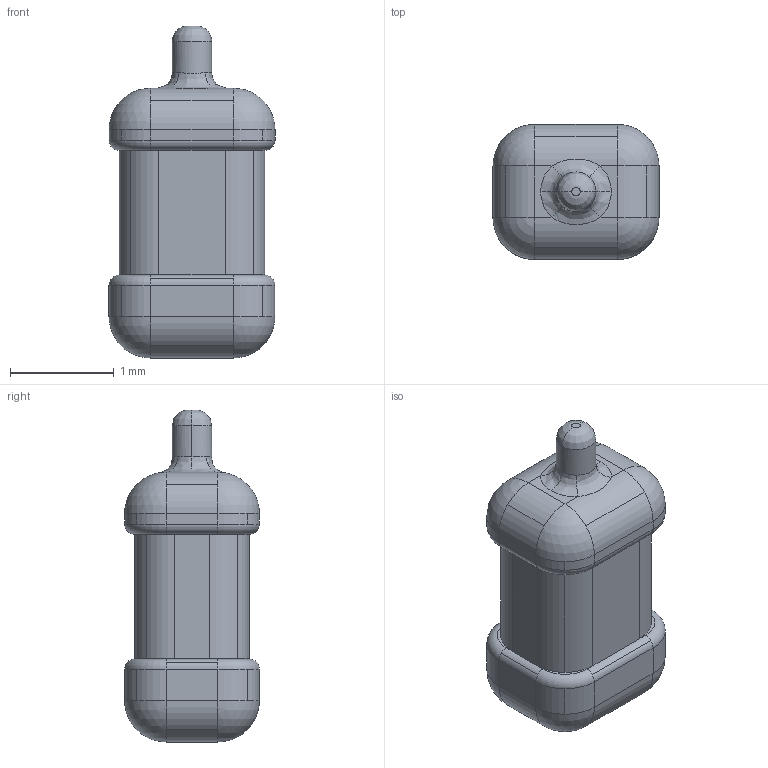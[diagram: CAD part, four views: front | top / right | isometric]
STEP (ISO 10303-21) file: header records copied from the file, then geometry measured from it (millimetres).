
FILE_DESCRIPTION((''),'2;1');
FILE_NAME('595D_S-case.stp','2018-02-26T13:43:01',(''),(''),'AutoCAD STEP 2000i','AutoCAD 2000i',', , ');
FILE_SCHEMA(('CONFIG_CONTROL_DESIGN'));
Length unit declared in the file: millimetre
Products named in the file (2): 595D_S-CASE; MODEL
Assembly tree (1 placements, depth 2):
  595D_S-CASE
    MODEL
Bounding box: 1.6 x 1.3 x 3.2 mm (x, y, z)
Volume: 4.2 mm3; surface area: 15.5 mm2
Topology: 1 solids, 1 shells, 106 faces, 256 edges, 144 vertices
Faces by surface type: cylinder 58, plane 24, bspline 8, torus 8, sphere 8
Entity records: 3369 total; most frequent: CARTESIAN_POINT 778, DIRECTION 584, ORIENTED_EDGE 496, EDGE_CURVE 248, AXIS2_PLACEMENT_3D 240, VERTEX_POINT 144, CIRCLE 140, EDGE_LOOP 106
